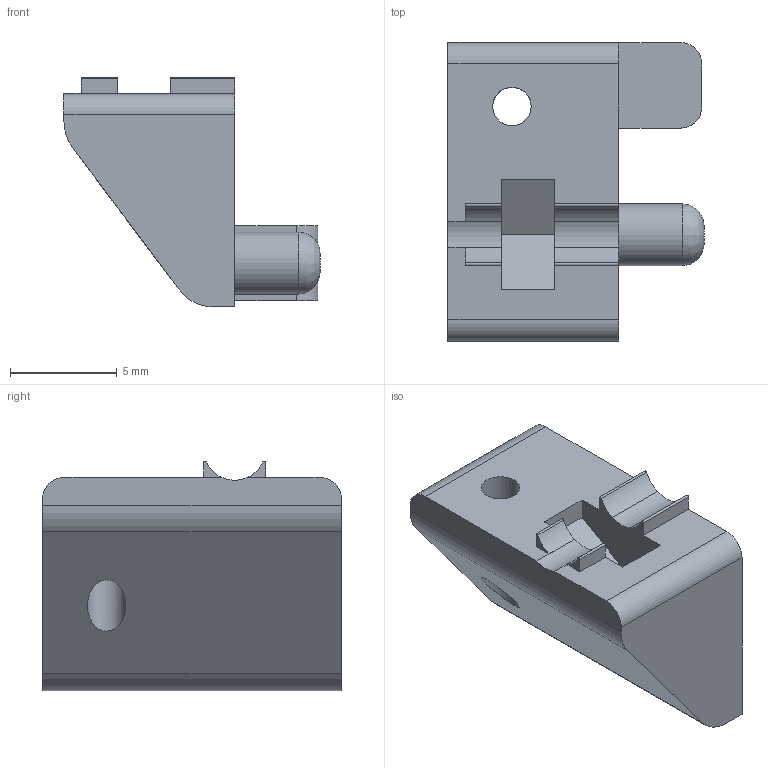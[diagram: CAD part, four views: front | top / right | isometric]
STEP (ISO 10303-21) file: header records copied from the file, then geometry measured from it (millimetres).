
FILE_DESCRIPTION(/* description */ (''),/* implementation_level */ '2;1');
FILE_NAME(/* name */ 'P15_Cheek_to_Jaw_Brace_Right_rev251010.step',/* time_stamp */ '2025-10-10T13:41:55+01:00',/* author */ (''),/* organization */ (''),/* preprocessor_version */ 'ST-DEVELOPER v20.1',/* originating_system */ 'Autodesk Translation Framework v14.17.0.0',/* authorisation */ '');
FILE_SCHEMA (('AUTOMOTIVE_DESIGN { 1 0 10303 214 3 1 1 }'));
Length unit declared in the file: millimetre
Products named in the file (2): Brace_20250211; BraceRight
Assembly tree (1 placements, depth 2):
  Brace_20250211
    BraceRight
Bounding box: 12 x 14 x 10.77 mm (x, y, z)
Volume: 820 mm3; surface area: 757.8 mm2
Topology: 7 solids, 7 shells, 57 faces, 128 edges, 85 vertices
Faces by surface type: plane 38, cylinder 18, bspline 1
Full cylindrical faces by diameter (mm): 1.8 x1, 2.9 x1
Entity records: 1672 total; most frequent: CARTESIAN_POINT 299, DIRECTION 284, ORIENTED_EDGE 256, EDGE_CURVE 128, AXIS2_PLACEMENT_3D 97, LINE 90, VECTOR 90, VERTEX_POINT 85
